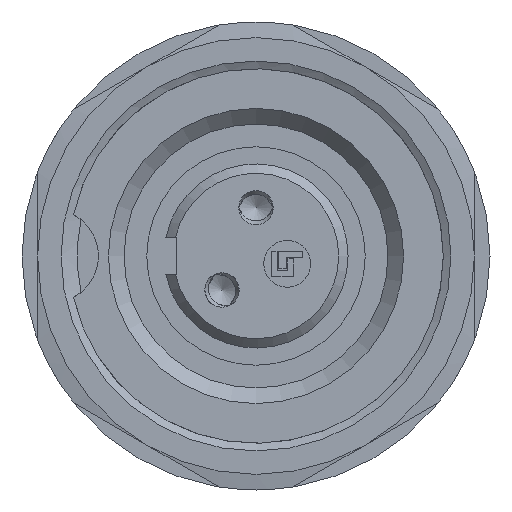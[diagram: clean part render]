
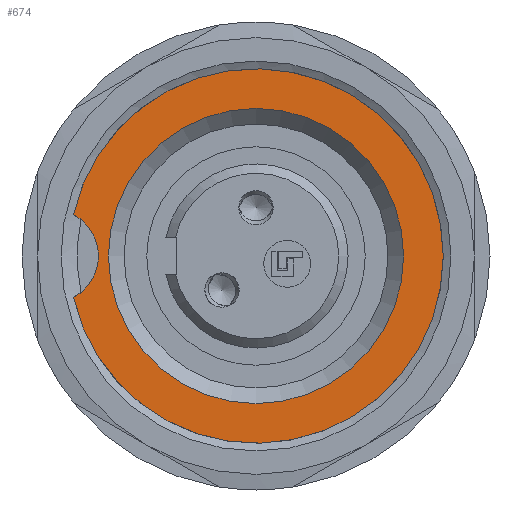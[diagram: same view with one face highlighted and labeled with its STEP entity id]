
A CAD part, left-side view. The second image highlights one B-rep face of the part: STEP entity #674.
In plain terms, the highlighted planar face has unit normal (-1, 0, 0).
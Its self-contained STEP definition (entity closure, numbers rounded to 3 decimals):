
#507=PLANE('',#4006);
#674=ADVANCED_FACE('',(#854,#855),#507,.T.);
#854=FACE_BOUND('',#1062,.T.);
#855=FACE_BOUND('',#1063,.T.);
#1062=EDGE_LOOP('',(#2450,#2451));
#1063=EDGE_LOOP('',(#2452));
#2450=ORIENTED_EDGE('',*,*,#3476,.F.);
#2451=ORIENTED_EDGE('',*,*,#3477,.F.);
#2452=ORIENTED_EDGE('',*,*,#3474,.T.);
#3007=VERTEX_POINT('',#6309);
#3008=VERTEX_POINT('',#6314);
#3009=VERTEX_POINT('',#6315);
#3474=EDGE_CURVE('',#3007,#3007,#3709,.T.);
#3476=EDGE_CURVE('',#3008,#3009,#3711,.T.);
#3477=EDGE_CURVE('',#3009,#3008,#3712,.T.);
#3709=CIRCLE('',#4000,4.73);
#3711=CIRCLE('',#4004,1.5);
#3712=CIRCLE('',#4005,6.);
#4000=AXIS2_PLACEMENT_3D('',#6308,#4834,#4835);
#4004=AXIS2_PLACEMENT_3D('',#6313,#4842,#4843);
#4005=AXIS2_PLACEMENT_3D('',#6316,#4844,#4845);
#4006=AXIS2_PLACEMENT_3D('',#6317,#4846,#4847);
#4834=DIRECTION('',(1.,0.,0.));
#4835=DIRECTION('',(0.,0.,1.));
#4842=DIRECTION('',(-1.,0.,0.));
#4843=DIRECTION('',(0.,0.,1.));
#4844=DIRECTION('',(1.,0.,0.));
#4845=DIRECTION('',(0.,0.,-1.));
#4846=DIRECTION('',(-1.,0.,0.));
#4847=DIRECTION('',(0.,0.,1.));
#6308=CARTESIAN_POINT('',(0.,0.,0.));
#6309=CARTESIAN_POINT('',(0.,0.,4.73));
#6313=CARTESIAN_POINT('',(0.,6.55,0.));
#6314=CARTESIAN_POINT('',(0.,5.851,-1.327));
#6315=CARTESIAN_POINT('',(0.,5.851,1.327));
#6316=CARTESIAN_POINT('',(0.,0.,0.));
#6317=CARTESIAN_POINT('',(0.,0.,0.));
